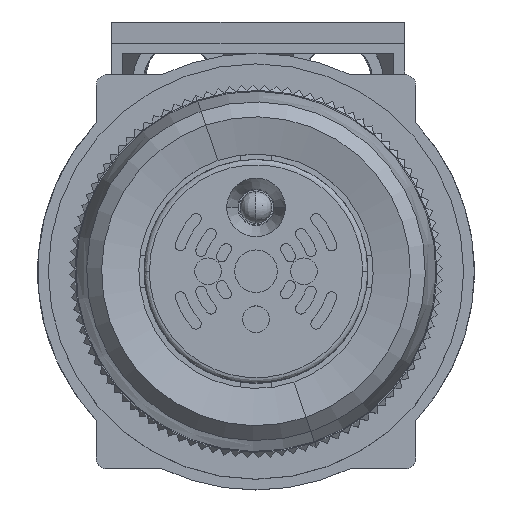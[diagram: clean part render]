
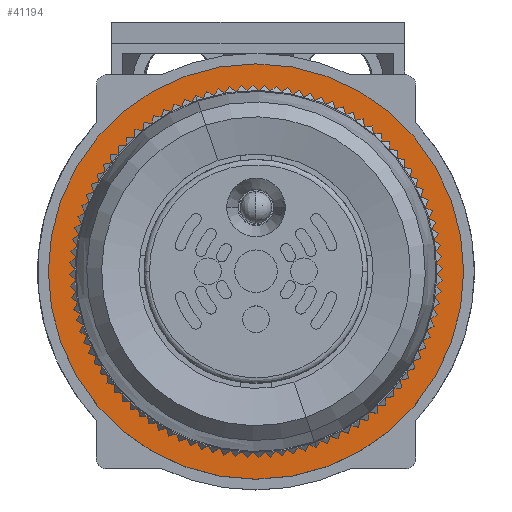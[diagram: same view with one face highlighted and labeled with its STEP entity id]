
A CAD part, top view. The second image highlights one B-rep face of the part: STEP entity #41194.
In plain terms, the highlighted planar face has unit normal (0, 0, 1).
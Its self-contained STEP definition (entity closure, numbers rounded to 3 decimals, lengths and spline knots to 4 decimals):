
#1785 = DIRECTION ( 'NONE',  ( 0., 0., -1. ) ) ;
#3455 = CARTESIAN_POINT ( 'NONE',  ( -0.8212, -0.0509, 1.9567 ) ) ;
#3903 = AXIS2_PLACEMENT_3D ( 'NONE', #18209, #1785, #14988 ) ;
#7739 = EDGE_CURVE ( 'NONE', #21833, #25680, #27995, .T. ) ;
#9167 = DIRECTION ( 'NONE',  ( 0., 0., 1. ) ) ;
#9682 = CARTESIAN_POINT ( 'NONE',  ( 0.5332, -0.0509, 1.9567 ) ) ;
#10790 = ORIENTED_EDGE ( 'NONE', *, *, #26510, .T. ) ;
#11515 = CARTESIAN_POINT ( 'NONE',  ( -0.6401, -0.0509, 1.9567 ) ) ;
#13245 = CARTESIAN_POINT ( 'NONE',  ( -0.0534, -0.0509, 1.9567 ) ) ;
#14988 = DIRECTION ( 'NONE',  ( -1., 0., 0. ) ) ;
#16595 = EDGE_CURVE ( 'NONE', #25680, #21833, #41764, .T. ) ;
#17785 = FACE_BOUND ( 'NONE', #25685, .T. ) ;
#18209 = CARTESIAN_POINT ( 'NONE',  ( -0.0534, -0.0509, 1.9567 ) ) ;
#19307 = CARTESIAN_POINT ( 'NONE',  ( -0.0534, -0.0509, 1.9567 ) ) ;
#19587 = ORIENTED_EDGE ( 'NONE', *, *, #7739, .T. ) ;
#19734 = DIRECTION ( 'NONE',  ( 0., 0., -1. ) ) ;
#21654 = DIRECTION ( 'NONE',  ( 1., 0., 0. ) ) ;
#21833 = VERTEX_POINT ( 'NONE', #9682 ) ;
#22236 = CIRCLE ( 'NONE', #30483, 0.7677 ) ;
#23342 = ORIENTED_EDGE ( 'NONE', *, *, #37618, .T. ) ;
#23765 = CIRCLE ( 'NONE', #40956, 0.7677 ) ;
#24245 = ORIENTED_EDGE ( 'NONE', *, *, #16595, .T. ) ;
#25680 = VERTEX_POINT ( 'NONE', #11515 ) ;
#25685 = EDGE_LOOP ( 'NONE', ( #24245, #19587 ) ) ;
#26510 = EDGE_CURVE ( 'NONE', #34675, #41492, #22236, .T. ) ;
#27898 = FACE_OUTER_BOUND ( 'NONE', #40152, .T. ) ;
#27995 = CIRCLE ( 'NONE', #33430, 0.5866 ) ;
#28106 = DIRECTION ( 'NONE',  ( 0., 0., 1. ) ) ;
#28186 = CARTESIAN_POINT ( 'NONE',  ( 0.7143, -0.0509, 1.9567 ) ) ;
#29620 = DIRECTION ( 'NONE',  ( -1., 0., 0. ) ) ;
#30483 = AXIS2_PLACEMENT_3D ( 'NONE', #35908, #9167, #35504 ) ;
#32664 = DIRECTION ( 'NONE',  ( 0., 0., 1. ) ) ;
#33430 = AXIS2_PLACEMENT_3D ( 'NONE', #19307, #19734, #39773 ) ;
#33834 = AXIS2_PLACEMENT_3D ( 'NONE', #37829, #28106, #21654 ) ;
#34675 = VERTEX_POINT ( 'NONE', #28186 ) ;
#35504 = DIRECTION ( 'NONE',  ( -1., 0., 0. ) ) ;
#35908 = CARTESIAN_POINT ( 'NONE',  ( -0.0534, -0.0509, 1.9567 ) ) ;
#37618 = EDGE_CURVE ( 'NONE', #41492, #34675, #23765, .T. ) ;
#37829 = CARTESIAN_POINT ( 'NONE',  ( -0.0534, -0.0509, 1.9567 ) ) ;
#39773 = DIRECTION ( 'NONE',  ( -1., 0., 0. ) ) ;
#40152 = EDGE_LOOP ( 'NONE', ( #23342, #10790 ) ) ;
#40956 = AXIS2_PLACEMENT_3D ( 'NONE', #13245, #32664, #29620 ) ;
#41054 = PLANE ( 'NONE',  #33834 ) ;
#41194 = ADVANCED_FACE ( 'NONE', ( #17785, #27898 ), #41054, .T. ) ;
#41492 = VERTEX_POINT ( 'NONE', #3455 ) ;
#41764 = CIRCLE ( 'NONE', #3903, 0.5866 ) ;
